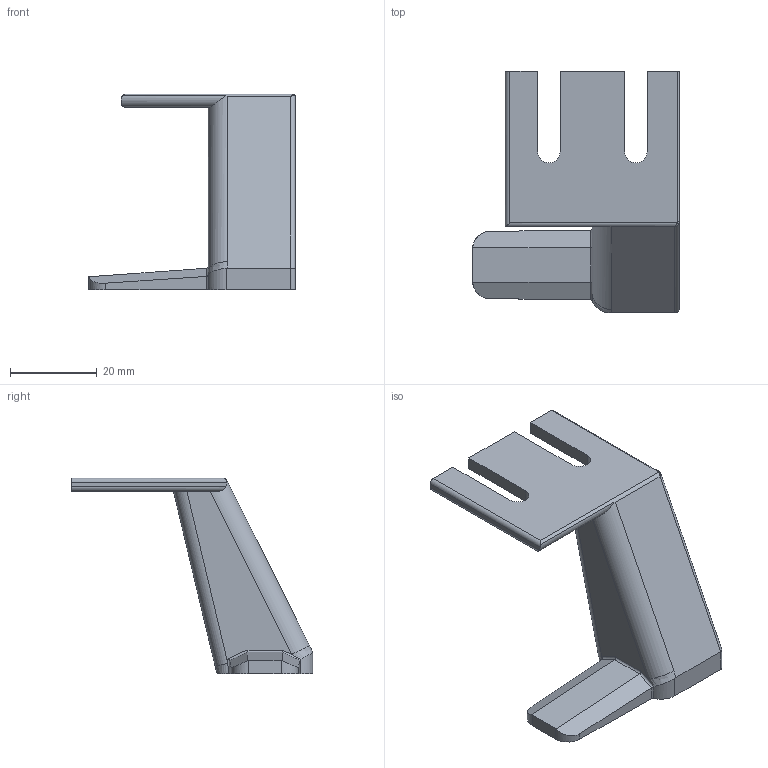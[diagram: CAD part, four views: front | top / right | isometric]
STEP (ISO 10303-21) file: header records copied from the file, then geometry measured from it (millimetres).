
FILE_DESCRIPTION(/* description */ (''),/* implementation_level */ '2;1');
FILE_NAME(/* name */ 'dock_right_hand.step',/* time_stamp */ '2025-05-11T15:41:59-04:00',/* author */ (''),/* organization */ (''),/* preprocessor_version */ 'ST-DEVELOPER v20.1',/* originating_system */ 'Autodesk Translation Framework v14.4.0.0',/* authorisation */ '');
FILE_SCHEMA (('AUTOMOTIVE_DESIGN { 1 0 10303 214 3 1 1 }'));
Length unit declared in the file: millimetre
Products named in the file (4): Extruder Mount; X Carriage; Component13; dock
Assembly tree (3 placements, depth 3):
  Extruder Mount
    X Carriage
      Component13
    dock
Bounding box: 47.5 x 55.5 x 45 mm (x, y, z)
Volume: 20691.2 mm3; surface area: 7401.9 mm2
Topology: 1 solids, 1 shells, 48 faces, 133 edges, 86 vertices
Faces by surface type: cylinder 22, plane 22, bspline 4
Entity records: 1820 total; most frequent: CARTESIAN_POINT 475, ORIENTED_EDGE 264, DIRECTION 264, EDGE_CURVE 132, AXIS2_PLACEMENT_3D 94, VERTEX_POINT 86, LINE 76, VECTOR 76
